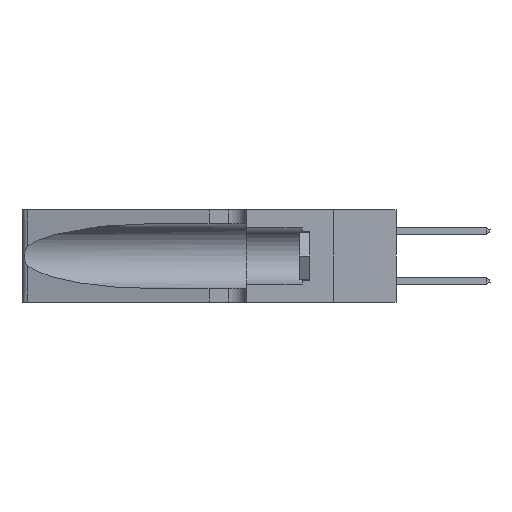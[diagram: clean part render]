
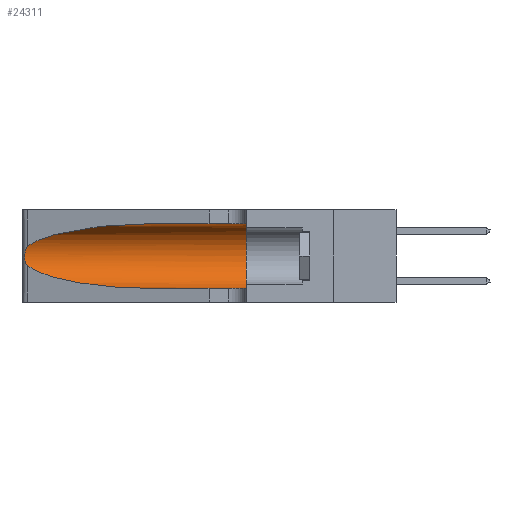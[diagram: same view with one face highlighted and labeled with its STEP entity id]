
A CAD part, left-side view. The second image highlights one B-rep face of the part: STEP entity #24311.
In plain terms, the highlighted cylindrical face has radius 3.308 mm (diameter 6.617 mm), a partial arc.
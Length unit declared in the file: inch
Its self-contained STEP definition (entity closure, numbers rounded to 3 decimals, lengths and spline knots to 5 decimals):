
#975 = CARTESIAN_POINT ( 'NONE',  ( 0.1305, 0.72297, 0.31525 ) ) ;
#2181 = DIRECTION ( 'NONE',  ( 0., -1., 0. ) ) ;
#2585 = EDGE_CURVE ( 'NONE', #23770, #17968, #18427, .T. ) ;
#2651 = CARTESIAN_POINT ( 'NONE',  ( 0.1305, 0.72297, 0.05475 ) ) ;
#2755 = CARTESIAN_POINT ( 'NONE',  ( 0.25787, 1.23484, 0.2124 ) ) ;
#2840 = CARTESIAN_POINT ( 'NONE',  ( 0.25487, 1.22718, 0.22369 ) ) ;
#3022 = CARTESIAN_POINT ( 'NONE',  ( 0.18966, 0.96281, 0.31525 ) ) ;
#3376 = AXIS2_PLACEMENT_3D ( 'NONE', #6032, #2181, #16346 ) ;
#3407 = CARTESIAN_POINT ( 'NONE',  ( 0.25639, 1.23184, 0.21858 ) ) ;
#3700 = CARTESIAN_POINT ( 'NONE',  ( 0.26075, 1.23896, 0.19203 ) ) ;
#3833 = CARTESIAN_POINT ( 'NONE',  ( 0.26075, 1.23896, 0.178 ) ) ;
#3865 = CARTESIAN_POINT ( 'NONE',  ( 0.26018, 1.23835, 0.19895 ) ) ;
#3923 = CARTESIAN_POINT ( 'NONE',  ( 0.25854, 1.2359, 0.20912 ) ) ;
#5074 = CARTESIAN_POINT ( 'NONE',  ( 0.25487, 1.22718, 0.22369 ) ) ;
#5774 = ORIENTED_EDGE ( 'NONE', *, *, #21619, .T. ) ;
#5967 = CIRCLE ( 'NONE', #14401, 0.13025 ) ;
#6032 = CARTESIAN_POINT ( 'NONE',  ( 0.1305, 1.61858, 0.185 ) ) ;
#6326 = CARTESIAN_POINT ( 'NONE',  ( 0.1305, 0.72297, 0.31525 ) ) ;
#6574 = ORIENTED_EDGE ( 'NONE', *, *, #23036, .T. ) ;
#7097 =( BOUNDED_CURVE ( )  B_SPLINE_CURVE ( 3, ( #975, #3022, #17171, #5074 ),
 .UNSPECIFIED., .F., .T. ) 
 B_SPLINE_CURVE_WITH_KNOTS ( ( 4, 4 ),
 ( 1.5708, 2.84003 ),
 .UNSPECIFIED. ) 
 CURVE ( )  GEOMETRIC_REPRESENTATION_ITEM ( )  RATIONAL_B_SPLINE_CURVE ( ( 1., 0.87, 0.87, 1. ) ) 
 REPRESENTATION_ITEM ( '' )  );
#7335 = CARTESIAN_POINT ( 'NONE',  ( 0.1305, 1.61858, 0.05475 ) ) ;
#7518 = EDGE_CURVE ( 'NONE', #11383, #25274, #23720, .T. ) ;
#8958 = CARTESIAN_POINT ( 'NONE',  ( 0.1305, 1.61858, 0.31525 ) ) ;
#9411 = CARTESIAN_POINT ( 'NONE',  ( 0.26017, 1.23833, 0.17102 ) ) ;
#9674 = CARTESIAN_POINT ( 'NONE',  ( 0.25555, 1.22994, 0.2215 ) ) ;
#9755 = VECTOR ( 'NONE', #25004, 39.37008 ) ;
#9805 = FACE_OUTER_BOUND ( 'NONE', #21913, .T. ) ;
#10545 = CARTESIAN_POINT ( 'NONE',  ( 0.25639, 1.23186, 0.15144 ) ) ;
#10575 = CARTESIAN_POINT ( 'NONE',  ( 0.25856, 1.23593, 0.16098 ) ) ;
#10603 = CARTESIAN_POINT ( 'NONE',  ( 0.25789, 1.23486, 0.15765 ) ) ;
#10956 = ORIENTED_EDGE ( 'NONE', *, *, #25196, .F. ) ;
#11062 = DIRECTION ( 'NONE',  ( 0., 1., 0. ) ) ;
#11304 = EDGE_CURVE ( 'NONE', #22916, #25274, #5967, .T. ) ;
#11383 = VERTEX_POINT ( 'NONE', #25351 ) ;
#11470 = CARTESIAN_POINT ( 'NONE',  ( 0.25487, 1.22718, 0.14631 ) ) ;
#11524 = CARTESIAN_POINT ( 'NONE',  ( 0.25555, 1.22993, 0.14849 ) ) ;
#13294 = CARTESIAN_POINT ( 'NONE',  ( 0.1305, 0.35, 0.05475 ) ) ;
#13967 = ORIENTED_EDGE ( 'NONE', *, *, #7518, .T. ) ;
#14401 = AXIS2_PLACEMENT_3D ( 'NONE', #23058, #11062, #25102 ) ;
#14648 = CARTESIAN_POINT ( 'NONE',  ( 0.1305, 0.35, 0.31525 ) ) ;
#14805 = CARTESIAN_POINT ( 'NONE',  ( 0.18966, 0.96281, 0.05475 ) ) ;
#15169 = LINE ( 'NONE', #8958, #9755 ) ;
#16223 = CARTESIAN_POINT ( 'NONE',  ( 0.25487, 1.22718, 0.14631 ) ) ;
#16346 = DIRECTION ( 'NONE',  ( 0., 0., -1. ) ) ;
#16507 =( BOUNDED_CURVE ( )  B_SPLINE_CURVE ( 3, ( #22690, #20738, #14805, #2651 ),
 .UNSPECIFIED., .F., .F. ) 
 B_SPLINE_CURVE_WITH_KNOTS ( ( 4, 4 ),
 ( 3.44316, 4.71239 ),
 .UNSPECIFIED. ) 
 CURVE ( )  GEOMETRIC_REPRESENTATION_ITEM ( )  RATIONAL_B_SPLINE_CURVE ( ( 1., 0.87, 0.87, 1. ) ) 
 REPRESENTATION_ITEM ( '' )  );
#17171 = CARTESIAN_POINT ( 'NONE',  ( 0.2373, 1.15595, 0.28018 ) ) ;
#17410 = DIRECTION ( 'NONE',  ( 0., -1., 0. ) ) ;
#17968 = VERTEX_POINT ( 'NONE', #16223 ) ;
#17998 = ORIENTED_EDGE ( 'NONE', *, *, #2585, .T. ) ;
#18427 = B_SPLINE_CURVE_WITH_KNOTS ( 'NONE', 3,
 ( #2840, #9674, #3407, #2755, #3923, #3865, #3700, #3833, #9411, #10575, #10603, #10545, #11524, #11470 ),
 .UNSPECIFIED., .F., .F.,
 ( 4, 2, 2, 2, 2, 2, 4 ),
 ( 0., 0.00027, 0.00053, 0.00107, 0.0016, 0.00187, 0.00214 ),
 .UNSPECIFIED. ) ;
#18869 = VERTEX_POINT ( 'NONE', #6326 ) ;
#19708 = VECTOR ( 'NONE', #17410, 39.37008 ) ;
#19900 = CYLINDRICAL_SURFACE ( 'NONE', #3376, 0.13025 ) ;
#20738 = CARTESIAN_POINT ( 'NONE',  ( 0.2373, 1.15595, 0.08982 ) ) ;
#21619 = EDGE_CURVE ( 'NONE', #17968, #11383, #16507, .T. ) ;
#21913 = EDGE_LOOP ( 'NONE', ( #6574, #17998, #5774, #13967, #22772, #10956 ) ) ;
#22690 = CARTESIAN_POINT ( 'NONE',  ( 0.25487, 1.22718, 0.14631 ) ) ;
#22772 = ORIENTED_EDGE ( 'NONE', *, *, #11304, .F. ) ;
#22916 = VERTEX_POINT ( 'NONE', #14648 ) ;
#23036 = EDGE_CURVE ( 'NONE', #18869, #23770, #7097, .T. ) ;
#23058 = CARTESIAN_POINT ( 'NONE',  ( 0.1305, 0.35, 0.185 ) ) ;
#23569 = CARTESIAN_POINT ( 'NONE',  ( 0.25487, 1.22718, 0.22369 ) ) ;
#23720 = LINE ( 'NONE', #7335, #19708 ) ;
#23770 = VERTEX_POINT ( 'NONE', #23569 ) ;
#24311 = ADVANCED_FACE ( 'NONE', ( #9805 ), #19900, .F. ) ;
#25004 = DIRECTION ( 'NONE',  ( 0., -1., 0. ) ) ;
#25102 = DIRECTION ( 'NONE',  ( 0., 0., 1. ) ) ;
#25196 = EDGE_CURVE ( 'NONE', #18869, #22916, #15169, .T. ) ;
#25274 = VERTEX_POINT ( 'NONE', #13294 ) ;
#25351 = CARTESIAN_POINT ( 'NONE',  ( 0.1305, 0.72297, 0.05475 ) ) ;
